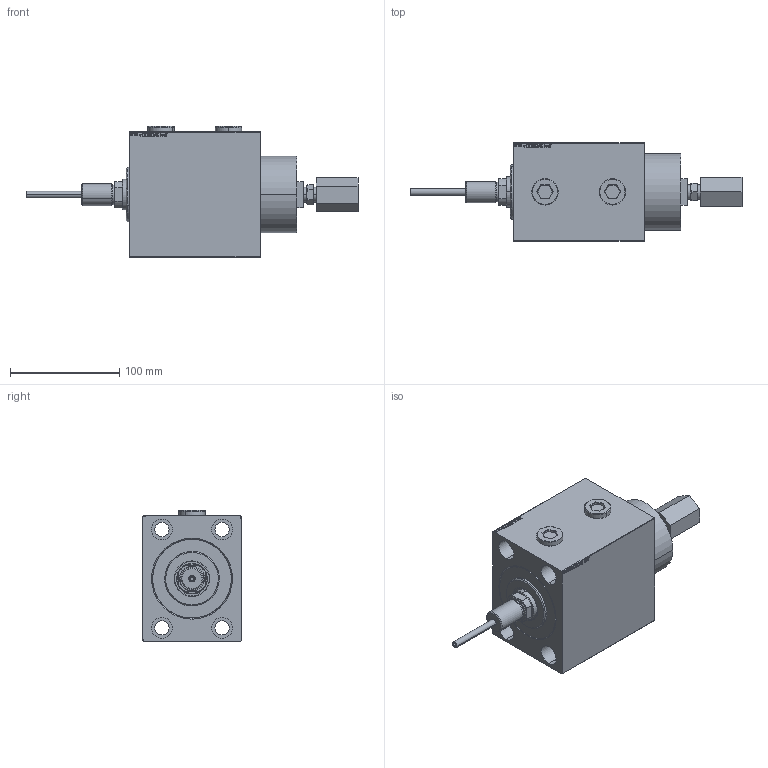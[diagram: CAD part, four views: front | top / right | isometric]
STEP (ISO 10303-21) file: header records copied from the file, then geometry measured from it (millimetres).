
FILE_DESCRIPTION (( 'STEP AP203' ), '1' );
FILE_NAME ('bb7b.STEP', '2022-04-17T16:21:39', ( '' ), ( '' ), 'SwSTEP 2.0', 'SolidWorks 2019', '' );
FILE_SCHEMA (( 'CONFIG_CONTROL_DESIGN' ));
Length unit declared in the file: millimetre
Products named in the file (7): PLUG e03b303990b8d90f232e65539c507525; bb7b; V450DCP_VC_B e03b303990b8d90f232e65539c507525; V450DCP_B_RodCooling_ACCESSORIES e03b303990b8d90f232e65539c507525; V450DCP_C_Body e03b303990b8d90f232e65539c507525; V450DCP_B_VCP e03b303990b8d90f232e65539c507525; V450CP_MALE_METRIC e03b303990b8d90f232e65539c507525
Assembly tree (7 placements, depth 2):
  bb7b
    V450DCP_C_Body e03b303990b8d90f232e65539c507525
    V450DCP_B_RodCooling_ACCESSORIES e03b303990b8d90f232e65539c507525
    V450CP_MALE_METRIC e03b303990b8d90f232e65539c507525
    V450DCP_B_VCP e03b303990b8d90f232e65539c507525
    V450DCP_VC_B e03b303990b8d90f232e65539c507525
    PLUG e03b303990b8d90f232e65539c507525  x2
Bounding box: 303.7 x 90 x 119.9 mm (x, y, z)
Volume: 1247308.9 mm3; surface area: 190926.4 mm2
Topology: 7 solids, 7 shells, 1012 faces, 2530 edges, 1664 vertices
Faces by surface type: plane 478, bspline 380, cylinder 114, cone 34, torus 6
Entity records: 48143 total; most frequent: CARTESIAN_POINT 25969, ORIENTED_EDGE 4980, DIRECTION 3206, EDGE_CURVE 2490, VERTEX_POINT 1640, VECTOR 1444, LINE 1444, EDGE_LOOP 1148
